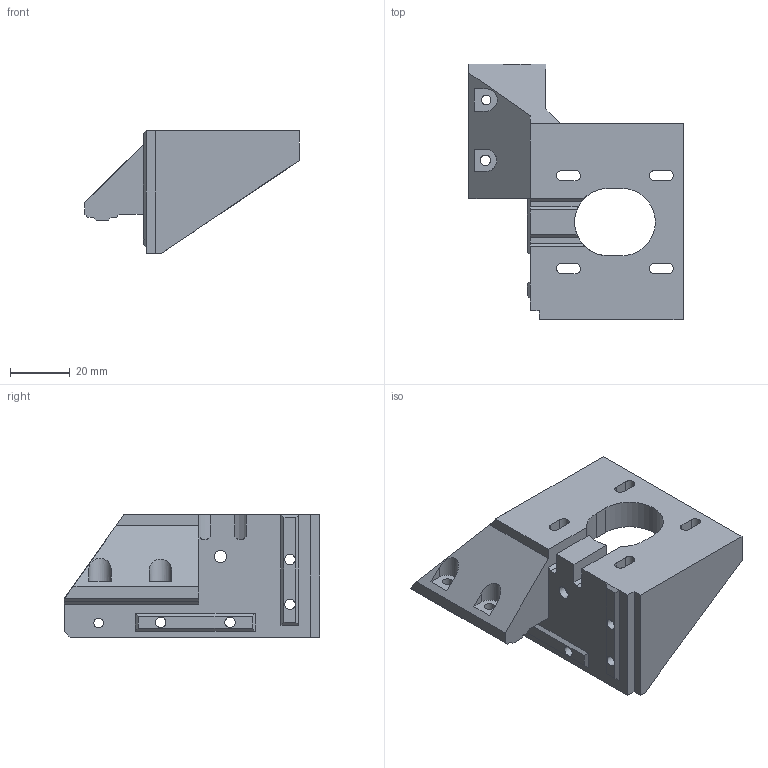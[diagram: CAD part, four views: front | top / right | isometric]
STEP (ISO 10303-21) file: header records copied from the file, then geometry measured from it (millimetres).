
FILE_DESCRIPTION(/* description */ (''),/* implementation_level */ '2;1');
FILE_NAME(/* name */ 'Console right motor.stp',/* time_stamp */ '2023-01-22T17:14:21+03:00',/* author */ ('Engineer'),/* organization */ (''),/* preprocessor_version */ 'ST-DEVELOPER v18.1',/* originating_system */ 'Autodesk Inventor 2022',/* authorisation */ '');
FILE_SCHEMA (('AUTOMOTIVE_DESIGN { 1 0 10303 214 3 1 1 }'));
Length unit declared in the file: millimetre
Products named in the file (1): Кронштейн правого 
мотора
Bounding box: 71.5 x 85.43 x 41 mm (x, y, z)
Volume: 60648.5 mm3; surface area: 20410.7 mm2
Topology: 1 solids, 1 shells, 113 faces, 313 edges, 206 vertices
Faces by surface type: plane 88, cylinder 25
Full cylindrical faces by diameter (mm): 3.2 x2, 3.5 x5, 4.2 x1, 7.5 x5
Entity records: 3693 total; most frequent: CARTESIAN_POINT 633, ORIENTED_EDGE 626, DIRECTION 609, EDGE_CURVE 313, LINE 245, VECTOR 245, VERTEX_POINT 205, AXIS2_PLACEMENT_3D 182
